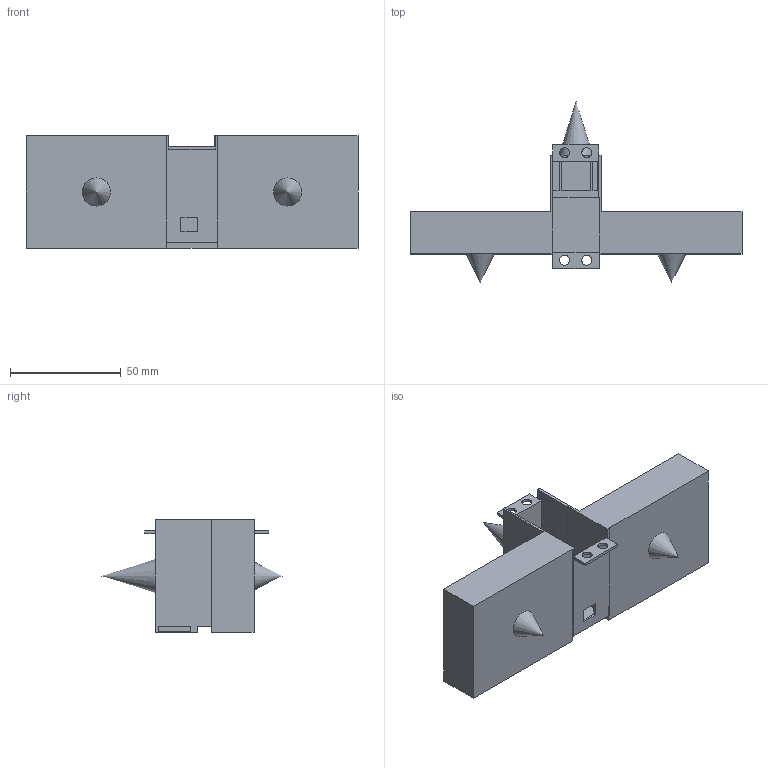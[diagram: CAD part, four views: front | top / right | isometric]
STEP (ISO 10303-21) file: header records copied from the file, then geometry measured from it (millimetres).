
FILE_DESCRIPTION(/* description */ ('','CAx-IF Rec.Pracs.---Representation and Presentation of Product Manufacturing Information (PMI)---4.0---2014-10-13'),/* implementation_level */ '2;1');
FILE_NAME(/* name */ 'Body.step',/* time_stamp */ '2025-03-25T20:44:59-04:00',/* author */ (''),/* organization */ (''),/* preprocessor_version */ 'ST-DEVELOPER v20',/* originating_system */ 'Autodesk Translation Framework v13.20.0.188',/* authorisation */ '');
FILE_SCHEMA (('AP242_MANAGED_MODEL_BASED_3D_ENGINEERING_MIM_LF { 1 0 10303 442 1 1 4 }'));
Length unit declared in the file: inch
Products named in the file (2): Apex 2; Component2
Assembly tree (1 placements, depth 2):
  Apex 2
    Component2
Bounding box: 149.86 x 81.38 x 50.8 mm (x, y, z)
Volume: 130549.1 mm3; surface area: 36576.1 mm2
Topology: 1 solids, 5 shells, 100 faces, 269 edges, 171 vertices
Faces by surface type: plane 88, cone 6, cylinder 6
Full cylindrical faces by diameter (mm): 4.5 x4
Entity records: 3111 total; most frequent: CARTESIAN_POINT 537, ORIENTED_EDGE 526, DIRECTION 491, EDGE_CURVE 263, LINE 241, VECTOR 241, VERTEX_POINT 171, AXIS2_PLACEMENT_3D 125
